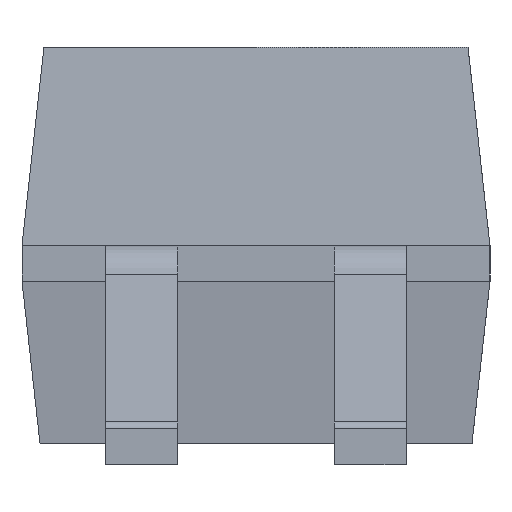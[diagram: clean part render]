
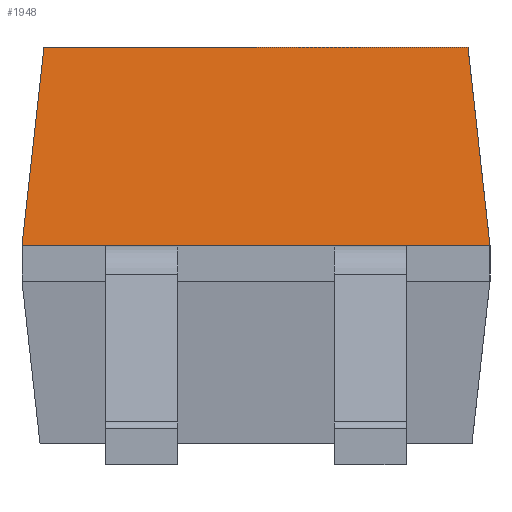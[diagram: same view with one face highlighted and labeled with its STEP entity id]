
A CAD part, left-side view. The second image highlights one B-rep face of the part: STEP entity #1948.
In plain terms, the highlighted planar face has unit normal (-0.994, 0, 0.11).
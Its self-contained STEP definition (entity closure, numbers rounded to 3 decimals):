
#1707=CARTESIAN_POINT('',(-2.078,1.178,2.32));
#1708=VERTEX_POINT('',#1707);
#1709=CARTESIAN_POINT('',(-2.078,-1.178,2.32));
#1710=VERTEX_POINT('',#1709);
#1711=CARTESIAN_POINT('',(-2.078,-1.178,2.32));
#1712=DIRECTION('',(0.0,1.0,0.0));
#1713=VECTOR('',#1712,2.356);
#1714=LINE('',#1711,#1713);
#1715=EDGE_CURVE('',#1708,#1710,#1714,.F.);
#1751=CARTESIAN_POINT('',(-2.2,-1.3,1.22));
#1752=VERTEX_POINT('',#1751);
#1753=CARTESIAN_POINT('',(-2.2,1.3,1.22));
#1754=VERTEX_POINT('',#1753);
#1755=CARTESIAN_POINT('',(-2.2,-1.3,1.22));
#1756=DIRECTION('',(0.0,1.0,0.0));
#1757=VECTOR('',#1756,2.6);
#1758=LINE('',#1755,#1757);
#1759=EDGE_CURVE('',#1752,#1754,#1758,.T.);
#1922=CARTESIAN_POINT('',(-2.078,1.178,2.32));
#1923=DIRECTION('',(-0.11,0.11,-0.988));
#1924=VECTOR('',#1923,1.113);
#1925=LINE('',#1922,#1924);
#1926=EDGE_CURVE('',#1708,#1754,#1925,.T.);
#1932=CARTESIAN_POINT('',(-2.095,-1.43,2.165));
#1933=DIRECTION('',(0.994,0.,-0.11));
#1934=DIRECTION('',(0.0,1.0,0.0));
#1935=AXIS2_PLACEMENT_3D('',#1932,#1933,#1934);
#1936=PLANE('',#1935);
#1937=ORIENTED_EDGE('',*,*,#1926,.T.);
#1938=ORIENTED_EDGE('',*,*,#1759,.F.);
#1939=CARTESIAN_POINT('',(-2.078,-1.178,2.32));
#1940=DIRECTION('',(-0.11,-0.11,-0.988));
#1941=VECTOR('',#1940,1.113);
#1942=LINE('',#1939,#1941);
#1943=EDGE_CURVE('',#1710,#1752,#1942,.T.);
#1944=ORIENTED_EDGE('',*,*,#1943,.F.);
#1945=ORIENTED_EDGE('',*,*,#1715,.F.);
#1946=EDGE_LOOP('',(#1937,#1938,#1944,#1945));
#1947=FACE_OUTER_BOUND('',#1946,.T.);
#1948=ADVANCED_FACE('',(#1947),#1936,.F.);
